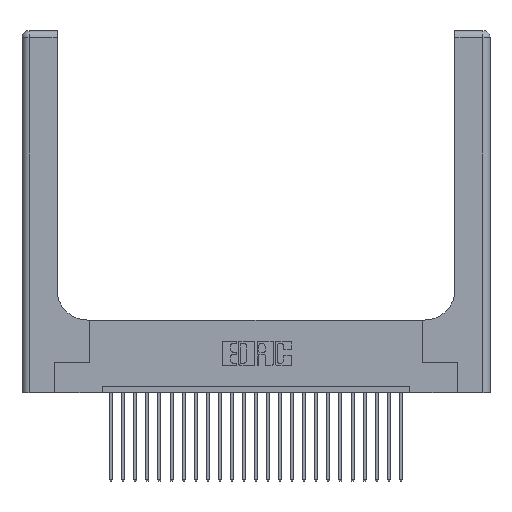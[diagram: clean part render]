
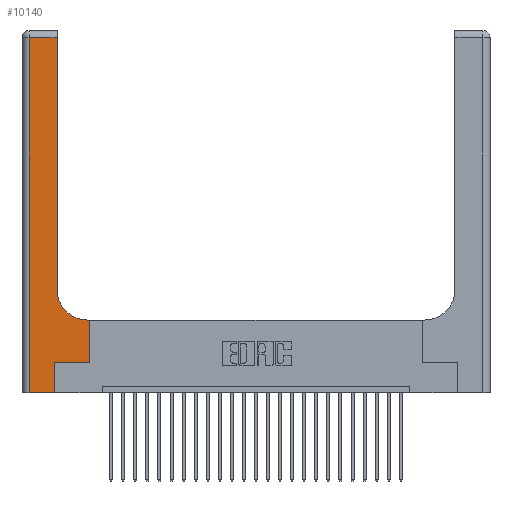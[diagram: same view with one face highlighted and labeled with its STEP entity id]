
A CAD part, top view. The second image highlights one B-rep face of the part: STEP entity #10140.
In plain terms, the highlighted planar face has unit normal (0, 0, 1).
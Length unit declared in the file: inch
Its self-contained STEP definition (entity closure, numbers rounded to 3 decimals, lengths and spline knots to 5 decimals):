
#588 = DIRECTION ( 'NONE',  ( 0., 0., -1. ) ) ;
#629 = EDGE_CURVE ( 'NONE', #6352, #2919, #16721, .T. ) ;
#685 = DIRECTION ( 'NONE',  ( 0., 1., 0. ) ) ;
#1188 = CARTESIAN_POINT ( 'NONE',  ( 0.06, 0., 0.37 ) ) ;
#1633 = CARTESIAN_POINT ( 'NONE',  ( 0.5415, 0.85, 0.37 ) ) ;
#1717 = DIRECTION ( 'NONE',  ( 1., 0., 0. ) ) ;
#2276 = EDGE_CURVE ( 'NONE', #2919, #15361, #22259, .T. ) ;
#2336 = CARTESIAN_POINT ( 'NONE',  ( 0.269, 0., 0.37 ) ) ;
#2919 = VERTEX_POINT ( 'NONE', #25744 ) ;
#3179 = DIRECTION ( 'NONE',  ( 0., 1., 0. ) ) ;
#3700 = CARTESIAN_POINT ( 'NONE',  ( 0.06, 2.94, 0.37 ) ) ;
#4451 = AXIS2_PLACEMENT_3D ( 'NONE', #6804, #588, #14834 ) ;
#5008 = DIRECTION ( 'NONE',  ( -1., 0., 0. ) ) ;
#5024 = CARTESIAN_POINT ( 'NONE',  ( 0.269, 0., 0.37 ) ) ;
#5814 = CARTESIAN_POINT ( 'NONE',  ( 0., 0., 0.37 ) ) ;
#6352 = VERTEX_POINT ( 'NONE', #18334 ) ;
#6353 = ORIENTED_EDGE ( 'NONE', *, *, #16346, .T. ) ;
#6804 = CARTESIAN_POINT ( 'NONE',  ( 0., 3., 0.37 ) ) ;
#7175 = CARTESIAN_POINT ( 'NONE',  ( 0.5585, 0.6, 0.37 ) ) ;
#7762 = DIRECTION ( 'NONE',  ( 1., 0., 0. ) ) ;
#8036 = DIRECTION ( 'NONE',  ( -1., 0., 0. ) ) ;
#8111 = VECTOR ( 'NONE', #23676, 39.37008 ) ;
#8181 = ORIENTED_EDGE ( 'NONE', *, *, #2276, .T. ) ;
#8282 = ORIENTED_EDGE ( 'NONE', *, *, #15638, .T. ) ;
#8460 = ORIENTED_EDGE ( 'NONE', *, *, #24353, .T. ) ;
#8643 = VERTEX_POINT ( 'NONE', #2336 ) ;
#8675 = VECTOR ( 'NONE', #685, 39.37008 ) ;
#8731 = FACE_OUTER_BOUND ( 'NONE', #10719, .T. ) ;
#8940 = EDGE_CURVE ( 'NONE', #22914, #18209, #23717, .T. ) ;
#9131 = CARTESIAN_POINT ( 'NONE',  ( 0.2915, 3., 0.37 ) ) ;
#9443 = VECTOR ( 'NONE', #3179, 39.37008 ) ;
#10045 = DIRECTION ( 'NONE',  ( 0., -1., 0. ) ) ;
#10140 = ADVANCED_FACE ( 'NONE', ( #8731 ), #21283, .F. ) ;
#10285 = DIRECTION ( 'NONE',  ( 0., 1., 0. ) ) ;
#10478 = VERTEX_POINT ( 'NONE', #3700 ) ;
#10719 = EDGE_LOOP ( 'NONE', ( #25199, #13908, #6353, #8460, #24519, #22389, #8181, #8282, #21651 ) ) ;
#11007 = VECTOR ( 'NONE', #5008, 39.37008 ) ;
#11394 = VECTOR ( 'NONE', #7762, 39.37008 ) ;
#11809 = DIRECTION ( 'NONE',  ( 0., 0., -1. ) ) ;
#12414 = CARTESIAN_POINT ( 'NONE',  ( 0.5415, 0.6, 0.37 ) ) ;
#13299 = CARTESIAN_POINT ( 'NONE',  ( 0.269, 0.25, 0.37 ) ) ;
#13850 = CIRCLE ( 'NONE', #18181, 0.25 ) ;
#13908 = ORIENTED_EDGE ( 'NONE', *, *, #17158, .T. ) ;
#14834 = DIRECTION ( 'NONE',  ( -1., 0., 0. ) ) ;
#15361 = VERTEX_POINT ( 'NONE', #7175 ) ;
#15638 = EDGE_CURVE ( 'NONE', #15361, #17867, #24387, .T. ) ;
#16059 = CARTESIAN_POINT ( 'NONE',  ( 0.2915, 2.94, 0.37 ) ) ;
#16346 = EDGE_CURVE ( 'NONE', #10478, #20537, #18669, .T. ) ;
#16721 = LINE ( 'NONE', #13299, #8111 ) ;
#17158 = EDGE_CURVE ( 'NONE', #18209, #10478, #17676, .T. ) ;
#17416 = VECTOR ( 'NONE', #10045, 39.37008 ) ;
#17440 = EDGE_CURVE ( 'NONE', #17867, #22914, #13850, .T. ) ;
#17593 = LINE ( 'NONE', #5024, #8675 ) ;
#17676 = LINE ( 'NONE', #23137, #11007 ) ;
#17867 = VERTEX_POINT ( 'NONE', #12414 ) ;
#18007 = EDGE_CURVE ( 'NONE', #8643, #6352, #17593, .T. ) ;
#18181 = AXIS2_PLACEMENT_3D ( 'NONE', #1633, #11809, #1717 ) ;
#18209 = VERTEX_POINT ( 'NONE', #16059 ) ;
#18334 = CARTESIAN_POINT ( 'NONE',  ( 0.269, 0.25, 0.37 ) ) ;
#18669 = LINE ( 'NONE', #22202, #17416 ) ;
#18977 = VECTOR ( 'NONE', #8036, 39.37008 ) ;
#20030 = VECTOR ( 'NONE', #10285, 39.37008 ) ;
#20537 = VERTEX_POINT ( 'NONE', #1188 ) ;
#21283 = PLANE ( 'NONE',  #4451 ) ;
#21651 = ORIENTED_EDGE ( 'NONE', *, *, #17440, .T. ) ;
#22173 = LINE ( 'NONE', #5814, #11394 ) ;
#22202 = CARTESIAN_POINT ( 'NONE',  ( 0.06, 3., 0.37 ) ) ;
#22259 = LINE ( 'NONE', #26326, #20030 ) ;
#22389 = ORIENTED_EDGE ( 'NONE', *, *, #629, .T. ) ;
#22421 = CARTESIAN_POINT ( 'NONE',  ( 0.2915, 0.6, 0.37 ) ) ;
#22914 = VERTEX_POINT ( 'NONE', #26011 ) ;
#23137 = CARTESIAN_POINT ( 'NONE',  ( 0., 2.94, 0.37 ) ) ;
#23676 = DIRECTION ( 'NONE',  ( 1., 0., 0. ) ) ;
#23717 = LINE ( 'NONE', #9131, #9443 ) ;
#24353 = EDGE_CURVE ( 'NONE', #20537, #8643, #22173, .T. ) ;
#24387 = LINE ( 'NONE', #22421, #18977 ) ;
#24519 = ORIENTED_EDGE ( 'NONE', *, *, #18007, .T. ) ;
#25199 = ORIENTED_EDGE ( 'NONE', *, *, #8940, .T. ) ;
#25744 = CARTESIAN_POINT ( 'NONE',  ( 0.5585, 0.25, 0.37 ) ) ;
#26011 = CARTESIAN_POINT ( 'NONE',  ( 0.2915, 0.85, 0.37 ) ) ;
#26326 = CARTESIAN_POINT ( 'NONE',  ( 0.5585, 0.25, 0.37 ) ) ;
